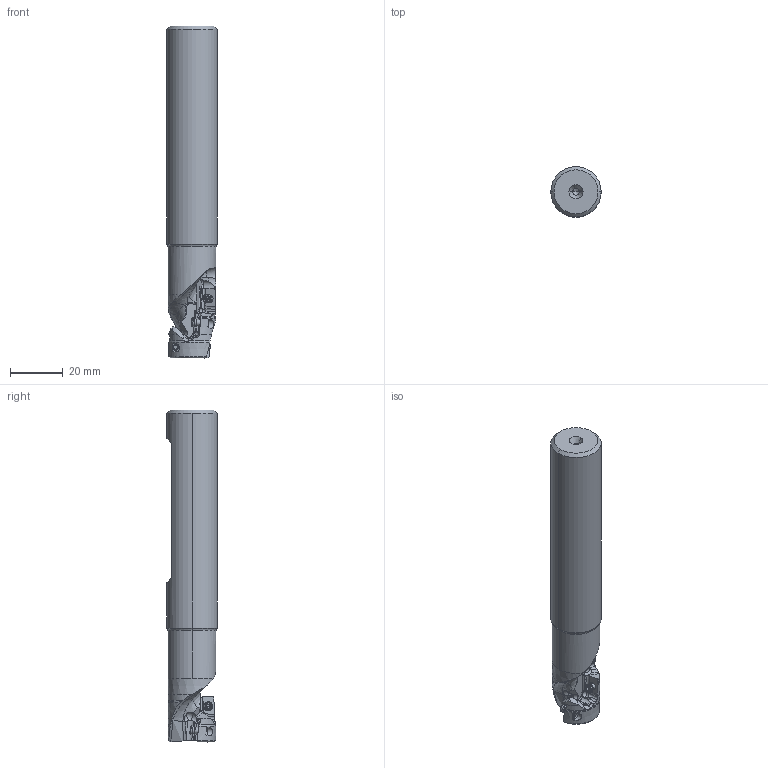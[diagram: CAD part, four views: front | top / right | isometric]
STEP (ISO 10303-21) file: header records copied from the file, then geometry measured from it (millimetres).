
FILE_DESCRIPTION(/* description */ (''),/* implementation_level */ '2;1');
FILE_NAME(/* name */ 'APX3KUR121FN12S11A04.stp',/* time_stamp */ '2021-09-08T11:44:55+09:00',/* author */ (''),/* organization */ (''),/* preprocessor_version */ 'ST-DEVELOPER v16',/* originating_system */ 'SIEMENS PLM Software NX 10.0',/* authorisation */ '');
FILE_SCHEMA (('AUTOMOTIVE_DESIGN { 1 0 10303 214 3 1 1 1 }'));
Length unit declared in the file: millimetre
Products named in the file (1): APX3KUR121FN12S11A04_ASM_ASM
Bounding box: 19.05 x 19.05 x 125.65 mm (x, y, z)
Volume: 30707.5 mm3; surface area: 8415.4 mm2
Topology: 5 solids, 5 shells, 409 faces, 1179 edges, 795 vertices
Faces by surface type: cylinder 170, plane 102, cone 54, sphere 29, torus 29, bspline 25
Entity records: 19027 total; most frequent: CARTESIAN_POINT 8612, ORIENTED_EDGE 2320, DIRECTION 1939, EDGE_CURVE 1160, AXIS2_PLACEMENT_3D 810, VERTEX_POINT 772, B_SPLINE_CURVE_WITH_KNOTS 440, EDGE_LOOP 428
